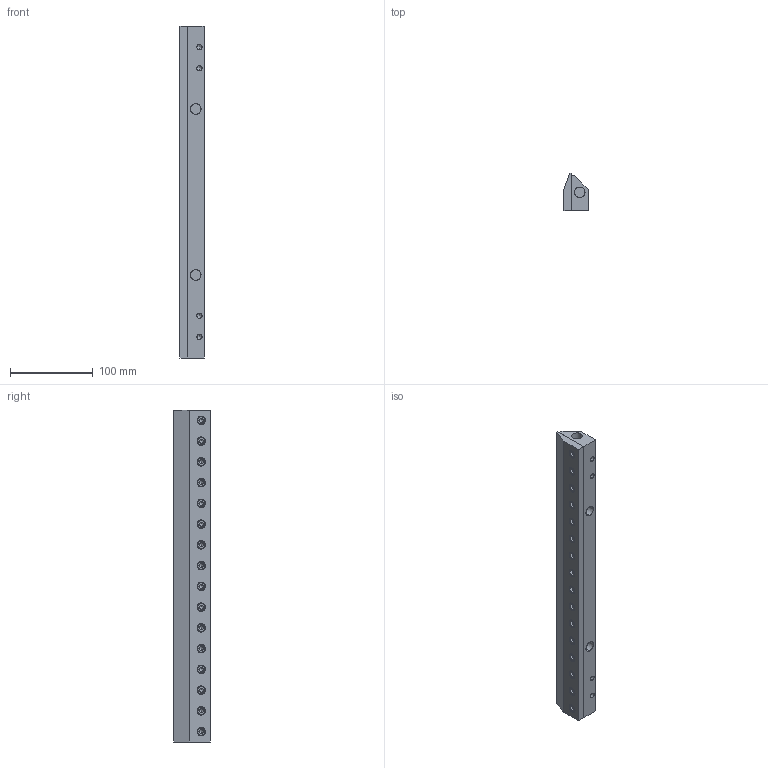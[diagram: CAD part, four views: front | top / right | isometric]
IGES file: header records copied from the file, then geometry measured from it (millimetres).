
Start section: SolidWorks IGES file using NURBS representation for surfaces
Global section: file name: 10000-400.IGS; native system: SolidWorks 2015; preprocessor: SolidWorks 2015; author: NEXFLOW GRAPHICS; date: 250314.173354; units: millimetre
Bounding box: 29.04 x 44.45 x 400 mm (x, y, z)
Surface area: 110198.4 mm2 (no closed solid volume)
Topology: 0 solids, 0 shells, 586 faces, 8028 edges, 7988 vertices
Faces by surface type: bspline 586
